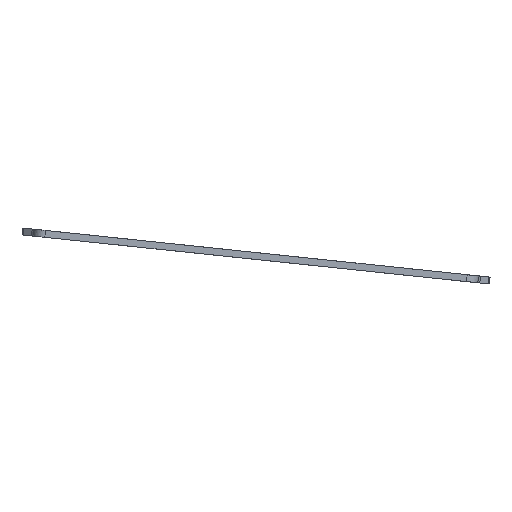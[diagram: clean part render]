
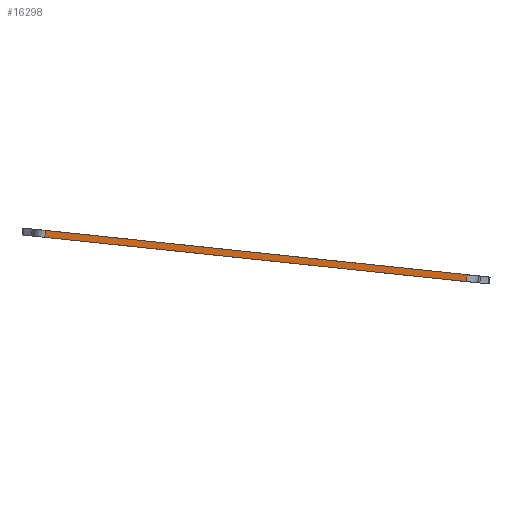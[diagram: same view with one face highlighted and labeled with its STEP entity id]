
A CAD part, left-side view. The second image highlights one B-rep face of the part: STEP entity #16298.
In plain terms, the highlighted planar face has unit normal (-1, 0, 0).
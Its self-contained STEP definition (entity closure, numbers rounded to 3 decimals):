
#1395=FACE_OUTER_BOUND('',#2236,.T.);
#2236=EDGE_LOOP('',(#10885,#10886,#10887,#10888));
#3241=LINE('',#23925,#4948);
#3242=LINE('',#23929,#4949);
#3243=LINE('',#23931,#4950);
#3244=LINE('',#23932,#4951);
#4948=VECTOR('',#18904,10.);
#4949=VECTOR('',#18909,10.);
#4950=VECTOR('',#18910,10.);
#4951=VECTOR('',#18911,10.);
#6656=VERTEX_POINT('',#23922);
#6657=VERTEX_POINT('',#23924);
#6658=VERTEX_POINT('',#23928);
#6659=VERTEX_POINT('',#23930);
#8350=EDGE_CURVE('',#6656,#6657,#3241,.T.);
#8352=EDGE_CURVE('',#6658,#6656,#3242,.T.);
#8353=EDGE_CURVE('',#6658,#6659,#3243,.T.);
#8354=EDGE_CURVE('',#6657,#6659,#3244,.T.);
#10885=ORIENTED_EDGE('',*,*,#8352,.F.);
#10886=ORIENTED_EDGE('',*,*,#8353,.T.);
#10887=ORIENTED_EDGE('',*,*,#8354,.F.);
#10888=ORIENTED_EDGE('',*,*,#8350,.F.);
#15853=PLANE('',#17172);
#16298=ADVANCED_FACE('',(#1395),#15853,.T.);
#17172=AXIS2_PLACEMENT_3D('',#23927,#18907,#18908);
#18904=DIRECTION('',(0.,0.105,-0.995));
#18907=DIRECTION('center_axis',(-1.,0.,0.));
#18908=DIRECTION('ref_axis',(0.,0.995,0.105));
#18909=DIRECTION('',(0.,-0.995,-0.105));
#18910=DIRECTION('',(0.,0.105,-0.995));
#18911=DIRECTION('',(0.,0.995,0.105));
#23922=CARTESIAN_POINT('',(-1.,-92.462,-8.322));
#23924=CARTESIAN_POINT('',(-1.,-92.305,-9.814));
#23925=CARTESIAN_POINT('',(-1.,-92.462,-8.322));
#23927=CARTESIAN_POINT('Origin',(-1.,-92.462,-8.322));
#23928=CARTESIAN_POINT('',(-1.,-0.718,1.321));
#23929=CARTESIAN_POINT('',(-1.,-0.718,1.321));
#23930=CARTESIAN_POINT('',(-1.,-0.561,-0.171));
#23931=CARTESIAN_POINT('',(-1.,-0.718,1.321));
#23932=CARTESIAN_POINT('',(-1.,-0.561,-0.171));
